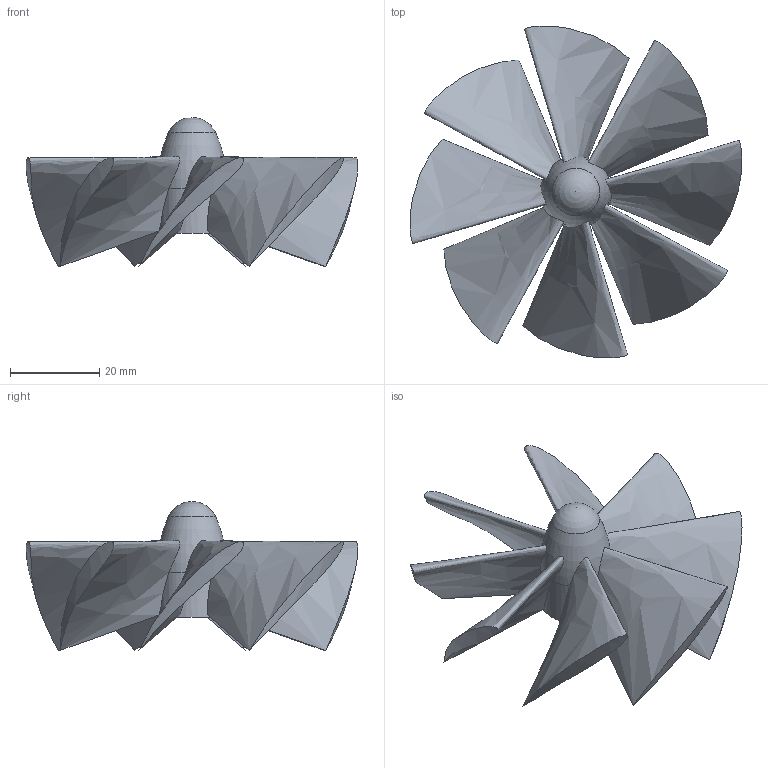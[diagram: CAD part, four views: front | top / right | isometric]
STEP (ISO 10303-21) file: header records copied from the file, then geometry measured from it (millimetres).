
FILE_DESCRIPTION(('FreeCAD Model'),'2;1');
FILE_NAME('Fan.step','2015-04-04T00:55:23',('FreeCAD'),('FreeCAD'), 'Open CASCADE STEP processor 6.7','FreeCAD','Unknown');
FILE_SCHEMA(('AUTOMOTIVE_DESIGN_CC2 { 1 2 10303 214 -1 1 5 4 }'));
Length unit declared in the file: millimetre
Products named in the file (1): Fan
Bounding box: 74.51 x 74.5 x 33.45 mm (x, y, z)
Volume: 15634.9 mm3; surface area: 13708.2 mm2
Topology: 1 solids, 1 shells, 24 faces, 65 edges, 43 vertices
Faces by surface type: offset 9, bspline 8, cylinder 3, plane 2, revolution 1, sphere 1
Full cylindrical faces by diameter (mm): 2.8 x1, 3 x1, 16 x1
Entity records: 20678 total; most frequent: CARTESIAN_POINT 19622, ORIENTED_EDGE 128, PCURVE 128, DEFINITIONAL_REPRESENTATION 128, B_SPLINE_CURVE_WITH_KNOTS 123, DIRECTION 98, EDGE_CURVE 64, LINE 52
